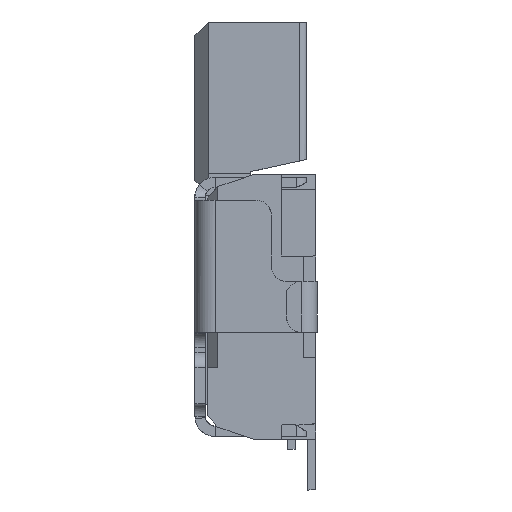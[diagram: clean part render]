
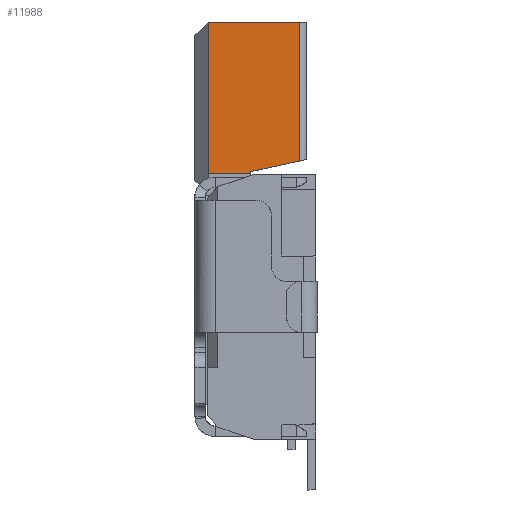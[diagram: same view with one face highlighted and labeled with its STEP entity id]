
A CAD part, left-side view. The second image highlights one B-rep face of the part: STEP entity #11988.
In plain terms, the highlighted planar face has unit normal (-1, 0, 0).
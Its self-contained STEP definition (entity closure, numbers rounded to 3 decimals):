
#7828 = DIRECTION ( 'NONE',  ( 0., 0., -1. ) ) ;
#7829 = VECTOR ( 'NONE', #7828, 1000. ) ;
#7830 = CARTESIAN_POINT ( 'NONE',  ( -2.35, 1.055, 2.9 ) ) ;
#7832 = LINE ( 'NONE', #7830, #7829 ) ;
#7959 = CARTESIAN_POINT ( 'NONE',  ( -2.35, 0.635, 1.41 ) ) ;
#7960 = DIRECTION ( 'NONE',  ( 0., -1., 0. ) ) ;
#7961 = VECTOR ( 'NONE', #7960, 1000. ) ;
#7962 = CARTESIAN_POINT ( 'NONE',  ( -2.35, 0.085, 1.41 ) ) ;
#7963 = LINE ( 'NONE', #7962, #7961 ) ;
#8241 = DIRECTION ( 'NONE',  ( 0., 0., -1. ) ) ;
#8242 = VECTOR ( 'NONE', #8241, 1000. ) ;
#8243 = CARTESIAN_POINT ( 'NONE',  ( -2.35, 0.16, 2.9 ) ) ;
#8244 = LINE ( 'NONE', #8243, #8242 ) ;
#8246 = CARTESIAN_POINT ( 'NONE',  ( -2.35, 0.16, 1.534 ) ) ;
#8247 = DIRECTION ( 'NONE',  ( 0., -0.977, 0.213 ) ) ;
#8248 = VECTOR ( 'NONE', #8247, 1000. ) ;
#8249 = CARTESIAN_POINT ( 'NONE',  ( -2.35, 0.635, 1.43 ) ) ;
#8250 = LINE ( 'NONE', #8249, #8248 ) ;
#8251 = CARTESIAN_POINT ( 'NONE',  ( -2.35, 0.635, 1.43 ) ) ;
#8252 = DIRECTION ( 'NONE',  ( 0., 0., 1. ) ) ;
#8253 = VECTOR ( 'NONE', #8252, 1000. ) ;
#8254 = CARTESIAN_POINT ( 'NONE',  ( -2.35, 0.635, 2.9 ) ) ;
#8255 = LINE ( 'NONE', #8254, #8253 ) ;
#8267 = CARTESIAN_POINT ( 'NONE',  ( -2.35, 0.16, 2.9 ) ) ;
#8268 = CARTESIAN_POINT ( 'NONE',  ( -2.35, 1.055, 2.9 ) ) ;
#8293 = CARTESIAN_POINT ( 'NONE',  ( -2.35, 1.055, 1.41 ) ) ;
#8528 = LINE ( 'NONE', #8619, #8618 ) ;
#8581 = FACE_OUTER_BOUND ( 'NONE', #12006, .T. ) ;
#8617 = DIRECTION ( 'NONE',  ( 0., -1., 0. ) ) ;
#8618 = VECTOR ( 'NONE', #8617, 1000. ) ;
#8619 = CARTESIAN_POINT ( 'NONE',  ( -2.35, 0.085, 2.9 ) ) ;
#8697 = DIRECTION ( 'NONE',  ( 0., 0., 1. ) ) ;
#8698 = DIRECTION ( 'NONE',  ( -1., 0., 0. ) ) ;
#8699 = CARTESIAN_POINT ( 'NONE',  ( -2.35, 0.085, 2.9 ) ) ;
#8700 = AXIS2_PLACEMENT_3D ( 'NONE', #8699, #8698, #8697 ) ;
#8701 = PLANE ( 'NONE',  #8700 ) ;
#11750 = EDGE_CURVE ( 'NONE', #11816, #11864, #7832, .T. ) ;
#11753 = ORIENTED_EDGE ( 'NONE', *, *, #11750, .T. ) ;
#11754 = ORIENTED_EDGE ( 'NONE', *, *, #11755, .T. ) ;
#11755 = EDGE_CURVE ( 'NONE', #11864, #11756, #7963, .T. ) ;
#11756 = VERTEX_POINT ( 'NONE', #7959 ) ;
#11816 = VERTEX_POINT ( 'NONE', #8268 ) ;
#11817 = VERTEX_POINT ( 'NONE', #8267 ) ;
#11822 = ORIENTED_EDGE ( 'NONE', *, *, #11823, .T. ) ;
#11823 = EDGE_CURVE ( 'NONE', #11756, #11824, #8255, .T. ) ;
#11824 = VERTEX_POINT ( 'NONE', #8251 ) ;
#11825 = ORIENTED_EDGE ( 'NONE', *, *, #11826, .T. ) ;
#11826 = EDGE_CURVE ( 'NONE', #11824, #11827, #8250, .T. ) ;
#11827 = VERTEX_POINT ( 'NONE', #8246 ) ;
#11828 = ORIENTED_EDGE ( 'NONE', *, *, #11829, .F. ) ;
#11829 = EDGE_CURVE ( 'NONE', #11817, #11827, #8244, .T. ) ;
#11864 = VERTEX_POINT ( 'NONE', #8293 ) ;
#11983 = EDGE_CURVE ( 'NONE', #11816, #11817, #8528, .T. ) ;
#11988 = ADVANCED_FACE ( 'NONE', ( #8581 ), #8701, .T. ) ;
#12006 = EDGE_LOOP ( 'NONE', ( #12007, #11753, #11754, #11822, #11825, #11828 ) ) ;
#12007 = ORIENTED_EDGE ( 'NONE', *, *, #11983, .F. ) ;
